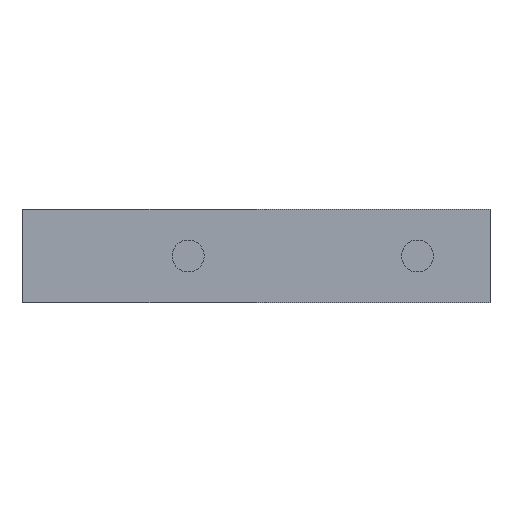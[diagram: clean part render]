
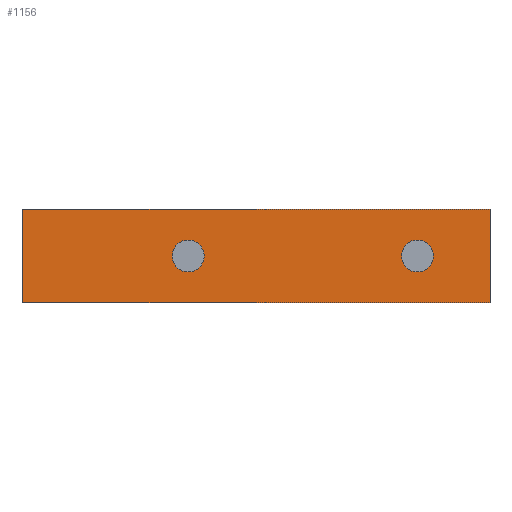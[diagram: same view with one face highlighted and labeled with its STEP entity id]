
A CAD part, front view. The second image highlights one B-rep face of the part: STEP entity #1156.
In plain terms, the highlighted planar face has unit normal (0, -1, 0).
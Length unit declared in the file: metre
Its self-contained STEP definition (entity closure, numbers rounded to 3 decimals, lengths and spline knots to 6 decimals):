
#90=CIRCLE('',#1277,0.001025);
#91=CIRCLE('',#1278,0.001025);
#259=ORIENTED_EDGE('',*,*,#574,.F.);
#260=ORIENTED_EDGE('',*,*,#575,.F.);
#261=ORIENTED_EDGE('',*,*,#553,.F.);
#262=ORIENTED_EDGE('',*,*,#533,.F.);
#263=ORIENTED_EDGE('',*,*,#503,.T.);
#264=ORIENTED_EDGE('',*,*,#458,.T.);
#458=EDGE_CURVE('',#629,#628,#746,.T.);
#503=EDGE_CURVE('',#669,#629,#770,.T.);
#533=EDGE_CURVE('',#669,#693,#796,.T.);
#553=EDGE_CURVE('',#693,#628,#802,.T.);
#574=EDGE_CURVE('',#723,#723,#90,.T.);
#575=EDGE_CURVE('',#724,#724,#91,.T.);
#628=VERTEX_POINT('',#1719);
#629=VERTEX_POINT('',#1721);
#669=VERTEX_POINT('',#1807);
#693=VERTEX_POINT('',#1866);
#723=VERTEX_POINT('',#1943);
#724=VERTEX_POINT('',#1945);
#746=LINE('',#1720,#852);
#770=LINE('',#1806,#876);
#796=LINE('',#1868,#902);
#802=LINE('',#1901,#908);
#852=VECTOR('',#1356,1.);
#876=VECTOR('',#1424,1.);
#902=VECTOR('',#1472,1.);
#908=VECTOR('',#1508,1.);
#970=EDGE_LOOP('',(#259));
#971=EDGE_LOOP('',(#260));
#972=EDGE_LOOP('',(#261,#262,#263,#264));
#1054=FACE_BOUND('',#970,.T.);
#1055=FACE_BOUND('',#971,.T.);
#1056=FACE_BOUND('',#972,.T.);
#1127=PLANE('',#1276);
#1156=ADVANCED_FACE('',(#1054,#1055,#1056),#1127,.T.);
#1276=AXIS2_PLACEMENT_3D('',#1941,#1542,#1543);
#1277=AXIS2_PLACEMENT_3D('',#1942,#1544,#1545);
#1278=AXIS2_PLACEMENT_3D('',#1944,#1546,#1547);
#1356=DIRECTION('',(0.,0.,-1.));
#1424=DIRECTION('',(-1.,0.,0.));
#1472=DIRECTION('',(0.,0.,-1.));
#1508=DIRECTION('',(-1.,0.,0.));
#1542=DIRECTION('',(0.,-1.,0.));
#1543=DIRECTION('',(1.,0.,0.));
#1544=DIRECTION('',(0.,-1.,0.));
#1545=DIRECTION('',(0.,0.,-1.));
#1546=DIRECTION('',(0.,-1.,0.));
#1547=DIRECTION('',(0.,0.,-1.));
#1719=CARTESIAN_POINT('',(-0.015,-0.017,0.));
#1720=CARTESIAN_POINT('',(-0.015,-0.017,0.003));
#1721=CARTESIAN_POINT('',(-0.015,-0.017,0.006));
#1806=CARTESIAN_POINT('',(0.,-0.017,0.006));
#1807=CARTESIAN_POINT('',(0.015,-0.017,0.006));
#1866=CARTESIAN_POINT('',(0.015,-0.017,0.));
#1868=CARTESIAN_POINT('',(0.015,-0.017,0.003));
#1901=CARTESIAN_POINT('',(0.,-0.017,0.));
#1941=CARTESIAN_POINT('',(0.,-0.017,0.003));
#1942=CARTESIAN_POINT('',(0.01035,-0.017,0.003));
#1943=CARTESIAN_POINT('',(0.01035,-0.017,0.001975));
#1944=CARTESIAN_POINT('',(-0.00435,-0.017,0.003));
#1945=CARTESIAN_POINT('',(-0.00435,-0.017,0.001975));
